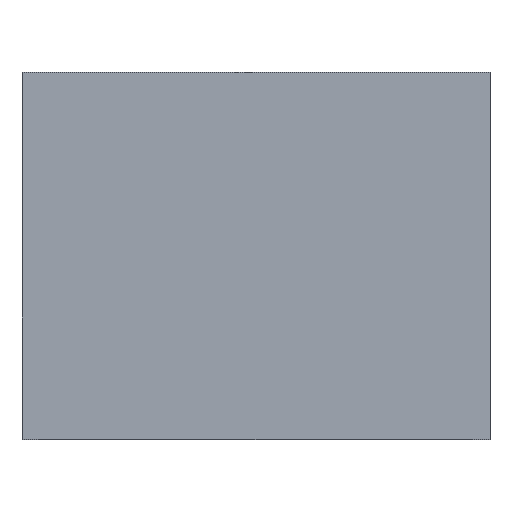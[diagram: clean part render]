
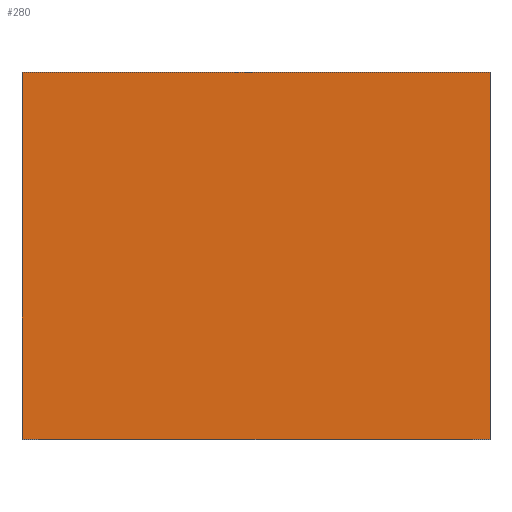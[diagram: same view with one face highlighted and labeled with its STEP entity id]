
A CAD part, top view. The second image highlights one B-rep face of the part: STEP entity #280.
In plain terms, the highlighted planar face has unit normal (0, 0, 1).
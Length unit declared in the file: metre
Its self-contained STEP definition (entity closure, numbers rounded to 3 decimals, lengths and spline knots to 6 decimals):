
#280 = ADVANCED_FACE( '', ( #645 ), #646, .T. );
#645 = FACE_OUTER_BOUND( '', #1031, .T. );
#646 = PLANE( '', #1032 );
#1031 = EDGE_LOOP( '', ( #1627, #1628, #1629, #1630 ) );
#1032 = AXIS2_PLACEMENT_3D( '', #1631, #1632, #1633 );
#1627 = ORIENTED_EDGE( '', *, *, #1954, .F. );
#1628 = ORIENTED_EDGE( '', *, *, #1963, .T. );
#1629 = ORIENTED_EDGE( '', *, *, #1799, .T. );
#1630 = ORIENTED_EDGE( '', *, *, #1964, .F. );
#1631 = CARTESIAN_POINT( '', ( 0., -0.005525, 0.0094 ) );
#1632 = DIRECTION( '', ( 0., 0., 1. ) );
#1633 = DIRECTION( '', ( 1., 0., 0. ) );
#1799 = EDGE_CURVE( '', #2053, #2051, #2054, .T. );
#1954 = EDGE_CURVE( '', #2284, #2286, #2287, .T. );
#1963 = EDGE_CURVE( '', #2284, #2053, #2297, .T. );
#1964 = EDGE_CURVE( '', #2286, #2051, #2298, .T. );
#2051 = VERTEX_POINT( '', #2399 );
#2053 = VERTEX_POINT( '', #2402 );
#2054 = LINE( '', #2403, #2404 );
#2284 = VERTEX_POINT( '', #2663 );
#2286 = VERTEX_POINT( '', #2666 );
#2287 = LINE( '', #2667, #2668 );
#2297 = LINE( '', #2679, #2680 );
#2298 = LINE( '', #2681, #2682 );
#2399 = CARTESIAN_POINT( '', ( 0.0125, -0.015325, 0.0094 ) );
#2402 = CARTESIAN_POINT( '', ( -0.0125, -0.015325, 0.0094 ) );
#2403 = CARTESIAN_POINT( '', ( 0., -0.015325, 0.0094 ) );
#2404 = VECTOR( '', #2756, 1. );
#2663 = CARTESIAN_POINT( '', ( -0.0125, 0.004275, 0.0094 ) );
#2666 = CARTESIAN_POINT( '', ( 0.0125, 0.004275, 0.0094 ) );
#2667 = CARTESIAN_POINT( '', ( 0., 0.004275, 0.0094 ) );
#2668 = VECTOR( '', #2979, 1. );
#2679 = CARTESIAN_POINT( '', ( -0.0125, -0.005525, 0.0094 ) );
#2680 = VECTOR( '', #2984, 1. );
#2681 = CARTESIAN_POINT( '', ( 0.0125, -0.005525, 0.0094 ) );
#2682 = VECTOR( '', #2985, 1. );
#2756 = DIRECTION( '', ( 1., 0., 0. ) );
#2979 = DIRECTION( '', ( 1., 0., 0. ) );
#2984 = DIRECTION( '', ( 0., -1., 0. ) );
#2985 = DIRECTION( '', ( 0., -1., 0. ) );
